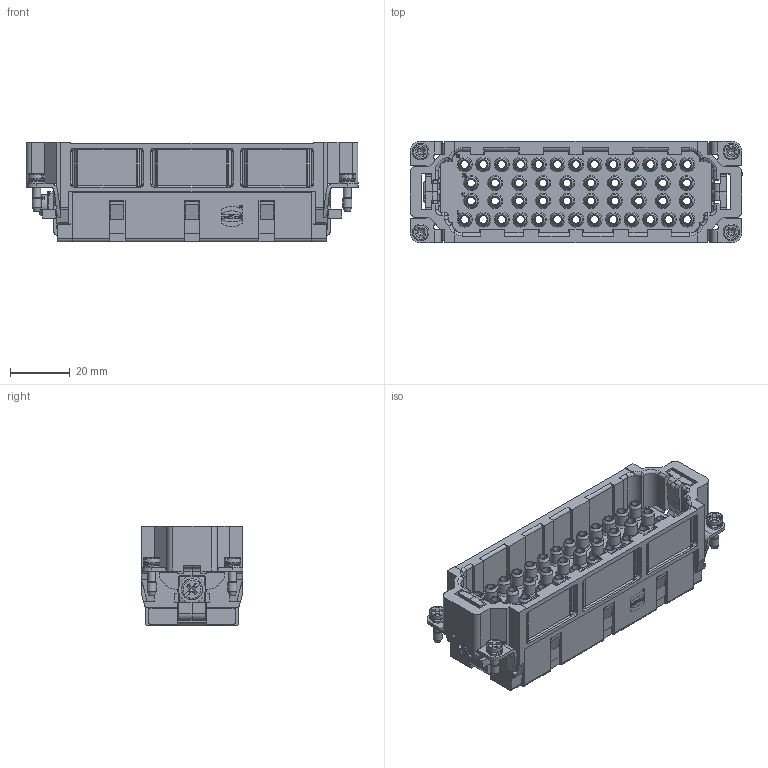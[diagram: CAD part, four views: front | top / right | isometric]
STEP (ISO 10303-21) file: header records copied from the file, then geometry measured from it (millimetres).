
FILE_DESCRIPTION(/* description */ (''),/* implementation_level */ '2;1');
FILE_NAME(/* name */ '100581552ugm000_c.stp',/* time_stamp */ '2017-10-26T12:10:18+02:00',/* author */ (''),/* organization */ (''),/* preprocessor_version */ 'ST-DEVELOPER v16',/* originating_system */ 'SIEMENS PLM Software NX 10.0',/* authorisation */ '');
FILE_SCHEMA (('AUTOMOTIVE_DESIGN { 1 0 10303 214 3 1 1 1 }'));
Products named in the file (1): 100581552ugm000_c
Bounding box: 111 x 34 x 33.39 mm (x, y, z)
Volume: 49019.4 mm3; surface area: 51021.9 mm2
Topology: 1 solids, 8 shells, 2793 faces, 7734 edges, 5311 vertices
Faces by surface type: plane 1567, cylinder 644, cone 272, bspline 194, extrusion 108, sphere 4, torus 4
Full cylindrical faces by diameter (mm): 0.6 x2, 0.77 x1, 0.91 x1, 2.47 x3, 2.6 x46, 2.7 x8, 3 x4, 4 x1, 4.2 x46, 4.8 x46, 5.5 x4, 7 x1
Entity records: 110617 total; most frequent: CARTESIAN_POINT 24530, ORIENTED_EDGE 14318, DIRECTION 13093, EDGE_CURVE 7159, VERTEX_POINT 4792, AXIS2_PLACEMENT_3D 4406, VECTOR 4281, LINE 4173
